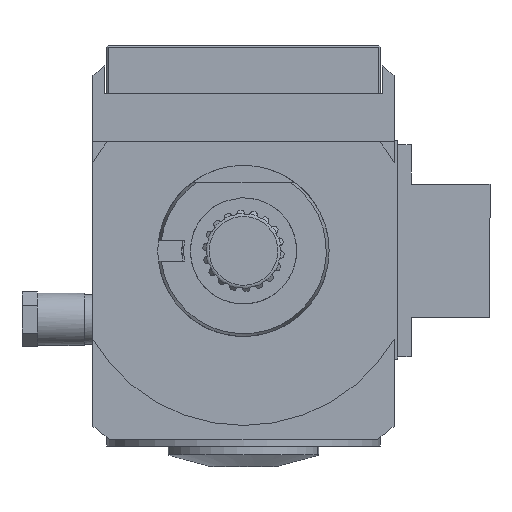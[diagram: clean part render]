
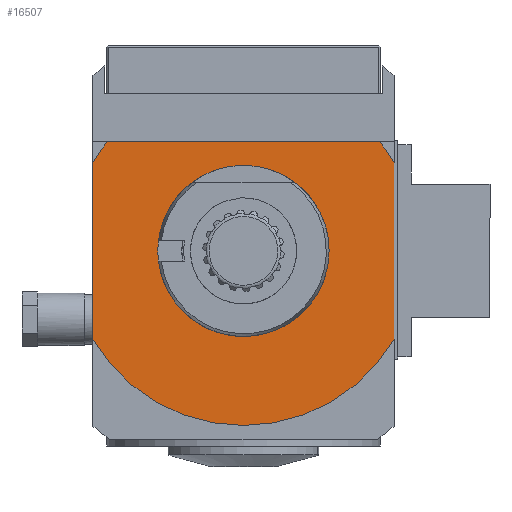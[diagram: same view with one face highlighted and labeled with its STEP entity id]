
A CAD part, front view. The second image highlights one B-rep face of the part: STEP entity #16507.
In plain terms, the highlighted planar face has unit normal (0, -1, 0).
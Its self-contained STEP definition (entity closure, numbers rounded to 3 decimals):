
#16 = CARTESIAN_POINT ( 'NONE',  ( 0., -1., 0. ) ) ;
#1264 = DIRECTION ( 'NONE',  ( 1., 0., 0. ) ) ;
#1470 = ORIENTED_EDGE ( 'NONE', *, *, #14661, .F. ) ;
#2296 = VERTEX_POINT ( 'NONE', #12731 ) ;
#2728 = EDGE_LOOP ( 'NONE', ( #37970 ) ) ;
#2766 = VERTEX_POINT ( 'NONE', #13062 ) ;
#4963 = DIRECTION ( 'NONE',  ( 0., 1., 0. ) ) ;
#5160 = VERTEX_POINT ( 'NONE', #16235 ) ;
#6195 = DIRECTION ( 'NONE',  ( 0., 1., 0. ) ) ;
#7207 = DIRECTION ( 'NONE',  ( 0., 1., 0. ) ) ;
#7436 = CIRCLE ( 'NONE', #37015, 51. ) ;
#7885 = DIRECTION ( 'NONE',  ( 0., 1., 0. ) ) ;
#7932 = CIRCLE ( 'NONE', #27194, 51. ) ;
#8194 = CIRCLE ( 'NONE', #37752, 24.656 ) ;
#8198 = PLANE ( 'NONE',  #10101 ) ;
#8551 = CIRCLE ( 'NONE', #18855, 51. ) ;
#9379 = FACE_OUTER_BOUND ( 'NONE', #36672, .T. ) ;
#9598 = DIRECTION ( 'NONE',  ( -1., 0., 0. ) ) ;
#10101 = AXIS2_PLACEMENT_3D ( 'NONE', #34445, #4963, #18106 ) ;
#10144 = CARTESIAN_POINT ( 'NONE',  ( 0., -1., 0. ) ) ;
#11467 = VECTOR ( 'NONE', #17874, 1000. ) ;
#12621 = VECTOR ( 'NONE', #22606, 1000. ) ;
#12731 = CARTESIAN_POINT ( 'NONE',  ( -44., -1., -25.788 ) ) ;
#12818 = LINE ( 'NONE', #25546, #35184 ) ;
#13062 = CARTESIAN_POINT ( 'NONE',  ( -24.656, -1., 0. ) ) ;
#13293 = EDGE_CURVE ( 'NONE', #25865, #18576, #12818, .T. ) ;
#13674 = ORIENTED_EDGE ( 'NONE', *, *, #16434, .F. ) ;
#13782 = LINE ( 'NONE', #26955, #11467 ) ;
#14542 = ORIENTED_EDGE ( 'NONE', *, *, #13293, .T. ) ;
#14661 = EDGE_CURVE ( 'NONE', #37102, #18576, #8551, .T. ) ;
#16235 = CARTESIAN_POINT ( 'NONE',  ( 44., -1., -25.788 ) ) ;
#16434 = EDGE_CURVE ( 'NONE', #24393, #5160, #13782, .T. ) ;
#16472 = DIRECTION ( 'NONE',  ( 1., 0., 0. ) ) ;
#16507 = ADVANCED_FACE ( 'Defeature completata1_81', ( #9379, #34660 ), #8198, .F. ) ;
#17874 = DIRECTION ( 'NONE',  ( 0., 0., -1. ) ) ;
#18106 = DIRECTION ( 'NONE',  ( 1., 0., 0. ) ) ;
#18576 = VERTEX_POINT ( 'NONE', #18773 ) ;
#18773 = CARTESIAN_POINT ( 'NONE',  ( -39.711, -1., 32. ) ) ;
#18855 = AXIS2_PLACEMENT_3D ( 'NONE', #16, #6195, #39141 ) ;
#19231 = ORIENTED_EDGE ( 'NONE', *, *, #40827, .F. ) ;
#19936 = CARTESIAN_POINT ( 'NONE',  ( 0., -1., 0. ) ) ;
#20736 = ORIENTED_EDGE ( 'NONE', *, *, #35740, .F. ) ;
#21021 = CARTESIAN_POINT ( 'NONE',  ( 0., -1., 0. ) ) ;
#22606 = DIRECTION ( 'NONE',  ( 0., 0., -1. ) ) ;
#24393 = VERTEX_POINT ( 'NONE', #37348 ) ;
#24610 = EDGE_CURVE ( 'NONE', #2766, #2766, #8194, .T. ) ;
#25546 = CARTESIAN_POINT ( 'NONE',  ( -27.15, -1., 32. ) ) ;
#25865 = VERTEX_POINT ( 'NONE', #28732 ) ;
#26559 = DIRECTION ( 'NONE',  ( 0., -1., 0. ) ) ;
#26759 = DIRECTION ( 'NONE',  ( -1., 0., 0. ) ) ;
#26955 = CARTESIAN_POINT ( 'NONE',  ( 44., -1., 0. ) ) ;
#27194 = AXIS2_PLACEMENT_3D ( 'NONE', #19936, #7207, #16472 ) ;
#28528 = CARTESIAN_POINT ( 'NONE',  ( -44., -1., 25.788 ) ) ;
#28732 = CARTESIAN_POINT ( 'NONE',  ( 39.711, -1., 32. ) ) ;
#32842 = ORIENTED_EDGE ( 'NONE', *, *, #40008, .T. ) ;
#34445 = CARTESIAN_POINT ( 'NONE',  ( -27.15, -1., 0. ) ) ;
#34660 = FACE_BOUND ( 'NONE', #2728, .T. ) ;
#35184 = VECTOR ( 'NONE', #9598, 1000. ) ;
#35740 = EDGE_CURVE ( 'NONE', #25865, #24393, #7436, .T. ) ;
#36171 = CARTESIAN_POINT ( 'NONE',  ( -44., -1., 0. ) ) ;
#36672 = EDGE_LOOP ( 'NONE', ( #20736, #14542, #1470, #32842, #19231, #13674 ) ) ;
#37015 = AXIS2_PLACEMENT_3D ( 'NONE', #21021, #7885, #1264 ) ;
#37102 = VERTEX_POINT ( 'NONE', #28528 ) ;
#37348 = CARTESIAN_POINT ( 'NONE',  ( 44., -1., 25.788 ) ) ;
#37752 = AXIS2_PLACEMENT_3D ( 'NONE', #10144, #26559, #26759 ) ;
#37970 = ORIENTED_EDGE ( 'NONE', *, *, #24610, .F. ) ;
#39141 = DIRECTION ( 'NONE',  ( 1., 0., 0. ) ) ;
#40008 = EDGE_CURVE ( 'NONE', #37102, #2296, #40047, .T. ) ;
#40047 = LINE ( 'NONE', #36171, #12621 ) ;
#40827 = EDGE_CURVE ( 'NONE', #5160, #2296, #7932, .T. ) ;
